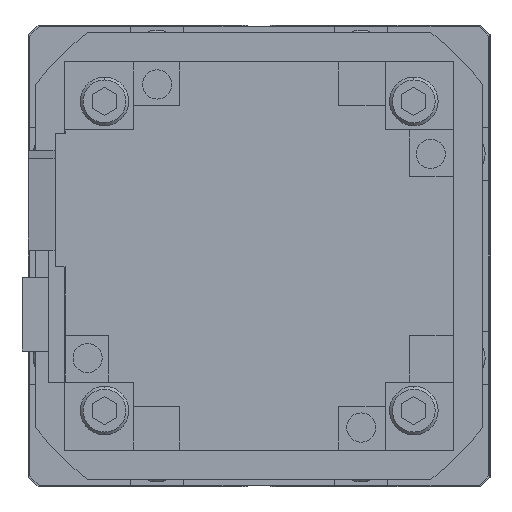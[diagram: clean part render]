
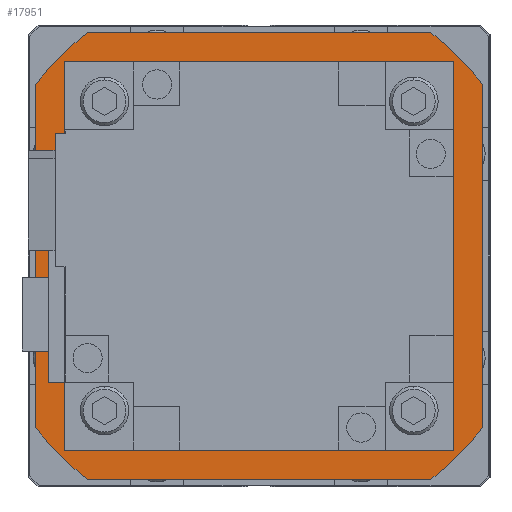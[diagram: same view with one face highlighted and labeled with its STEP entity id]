
A CAD part, left-side view. The second image highlights one B-rep face of the part: STEP entity #17951.
In plain terms, the highlighted face is planar.
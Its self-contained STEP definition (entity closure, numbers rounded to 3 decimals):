
#250 = CARTESIAN_POINT ( 'NONE',  ( 116.5, 46., -35.327 ) ) ;
#1153 = DIRECTION ( 'NONE',  ( 0., 0., -1. ) ) ;
#1295 = DIRECTION ( 'NONE',  ( 1., 0., 0. ) ) ;
#1838 = EDGE_CURVE ( 'NONE', #11900, #7347, #31059, .T. ) ;
#2068 = CARTESIAN_POINT ( 'NONE',  ( 116.5, -46., 35.327 ) ) ;
#2694 = CIRCLE ( 'NONE', #19685, 58. ) ;
#3960 = VERTEX_POINT ( 'NONE', #19769 ) ;
#5793 = AXIS2_PLACEMENT_3D ( 'NONE', #11681, #27023, #1153 ) ;
#5912 = EDGE_CURVE ( 'NONE', #8233, #3960, #23122, .T. ) ;
#6531 = VECTOR ( 'NONE', #20165, 1000. ) ;
#6754 = AXIS2_PLACEMENT_3D ( 'NONE', #24272, #19428, #13943 ) ;
#6933 = AXIS2_PLACEMENT_3D ( 'NONE', #17706, #30562, #20531 ) ;
#7347 = VERTEX_POINT ( 'NONE', #9588 ) ;
#7388 = VERTEX_POINT ( 'NONE', #2068 ) ;
#8233 = VERTEX_POINT ( 'NONE', #14433 ) ;
#8502 = ORIENTED_EDGE ( 'NONE', *, *, #19794, .T. ) ;
#8618 = ORIENTED_EDGE ( 'NONE', *, *, #1838, .T. ) ;
#8935 = CARTESIAN_POINT ( 'NONE',  ( 116.5, -35.327, 46. ) ) ;
#9505 = EDGE_CURVE ( 'NONE', #3960, #12112, #28095, .T. ) ;
#9588 = CARTESIAN_POINT ( 'NONE',  ( 116.5, 35.327, -46. ) ) ;
#10441 = DIRECTION ( 'NONE',  ( 0., 0., 1. ) ) ;
#10861 = CARTESIAN_POINT ( 'NONE',  ( 116.5, -35.327, -46. ) ) ;
#11151 = VERTEX_POINT ( 'NONE', #8935 ) ;
#11657 = CARTESIAN_POINT ( 'NONE',  ( 116.5, 0., 0. ) ) ;
#11681 = CARTESIAN_POINT ( 'NONE',  ( 116.5, 0., 0. ) ) ;
#11900 = VERTEX_POINT ( 'NONE', #25375 ) ;
#12072 = EDGE_CURVE ( 'NONE', #7388, #32265, #18648, .T. ) ;
#12112 = VERTEX_POINT ( 'NONE', #13972 ) ;
#13317 = EDGE_CURVE ( 'NONE', #32265, #11900, #29280, .T. ) ;
#13943 = DIRECTION ( 'NONE',  ( 0., 1., 0. ) ) ;
#13972 = CARTESIAN_POINT ( 'NONE',  ( 116.5, 35.327, 46. ) ) ;
#14433 = CARTESIAN_POINT ( 'NONE',  ( 116.5, 46., -35.327 ) ) ;
#14448 = CARTESIAN_POINT ( 'NONE',  ( 116.5, -46., -35.327 ) ) ;
#14781 = VECTOR ( 'NONE', #28671, 1000. ) ;
#15162 = LINE ( 'NONE', #22500, #6531 ) ;
#15669 = EDGE_CURVE ( 'NONE', #7347, #8233, #32523, .T. ) ;
#15971 = EDGE_CURVE ( 'NONE', #11151, #7388, #2694, .T. ) ;
#16359 = DIRECTION ( 'NONE',  ( 0., 1., 0. ) ) ;
#16802 = ORIENTED_EDGE ( 'NONE', *, *, #15669, .T. ) ;
#17003 = CARTESIAN_POINT ( 'NONE',  ( 116.5, 0., 0. ) ) ;
#17706 = CARTESIAN_POINT ( 'NONE',  ( 116.5, 0., 0. ) ) ;
#17951 = ADVANCED_FACE ( 'NONE', ( #21602 ), #32122, .T. ) ;
#18109 = ORIENTED_EDGE ( 'NONE', *, *, #9505, .T. ) ;
#18648 = LINE ( 'NONE', #18966, #14781 ) ;
#18966 = CARTESIAN_POINT ( 'NONE',  ( 116.5, -46., 35.327 ) ) ;
#19132 = ORIENTED_EDGE ( 'NONE', *, *, #15971, .T. ) ;
#19428 = DIRECTION ( 'NONE',  ( 1., 0., 0. ) ) ;
#19685 = AXIS2_PLACEMENT_3D ( 'NONE', #17003, #30024, #24518 ) ;
#19699 = ORIENTED_EDGE ( 'NONE', *, *, #13317, .T. ) ;
#19769 = CARTESIAN_POINT ( 'NONE',  ( 116.5, 46., 35.327 ) ) ;
#19794 = EDGE_CURVE ( 'NONE', #12112, #11151, #15162, .T. ) ;
#20165 = DIRECTION ( 'NONE',  ( 0., -1., 0. ) ) ;
#20531 = DIRECTION ( 'NONE',  ( 0., 0., -1. ) ) ;
#20658 = VECTOR ( 'NONE', #16359, 1000. ) ;
#21602 = FACE_OUTER_BOUND ( 'NONE', #26932, .T. ) ;
#21700 = AXIS2_PLACEMENT_3D ( 'NONE', #11657, #1295, #21824 ) ;
#21824 = DIRECTION ( 'NONE',  ( 0., 0., -1. ) ) ;
#22500 = CARTESIAN_POINT ( 'NONE',  ( 116.5, 35.327, 46. ) ) ;
#23091 = ORIENTED_EDGE ( 'NONE', *, *, #12072, .T. ) ;
#23122 = LINE ( 'NONE', #250, #32742 ) ;
#24272 = CARTESIAN_POINT ( 'NONE',  ( 116.5, 0., 0. ) ) ;
#24518 = DIRECTION ( 'NONE',  ( 0., 0., -1. ) ) ;
#25375 = CARTESIAN_POINT ( 'NONE',  ( 116.5, -35.327, -46. ) ) ;
#26932 = EDGE_LOOP ( 'NONE', ( #18109, #8502, #19132, #23091, #19699, #8618, #16802, #32835 ) ) ;
#27023 = DIRECTION ( 'NONE',  ( 1., 0., 0. ) ) ;
#28095 = CIRCLE ( 'NONE', #21700, 58. ) ;
#28671 = DIRECTION ( 'NONE',  ( 0., 0., -1. ) ) ;
#29280 = CIRCLE ( 'NONE', #5793, 58. ) ;
#30024 = DIRECTION ( 'NONE',  ( 1., 0., 0. ) ) ;
#30562 = DIRECTION ( 'NONE',  ( 1., 0., 0. ) ) ;
#31059 = LINE ( 'NONE', #10861, #20658 ) ;
#32122 = PLANE ( 'NONE',  #6754 ) ;
#32265 = VERTEX_POINT ( 'NONE', #14448 ) ;
#32523 = CIRCLE ( 'NONE', #6933, 58. ) ;
#32742 = VECTOR ( 'NONE', #10441, 1000. ) ;
#32835 = ORIENTED_EDGE ( 'NONE', *, *, #5912, .T. ) ;
